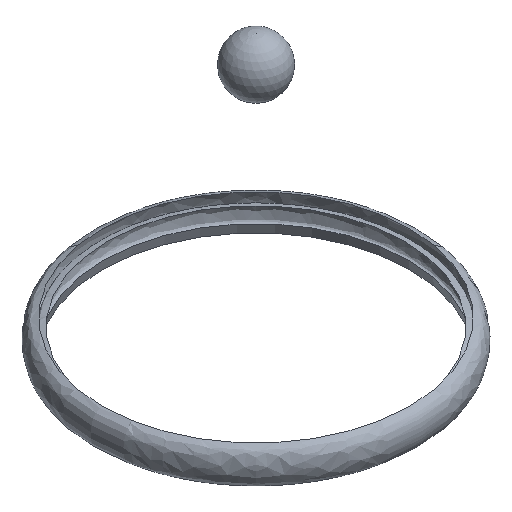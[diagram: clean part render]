
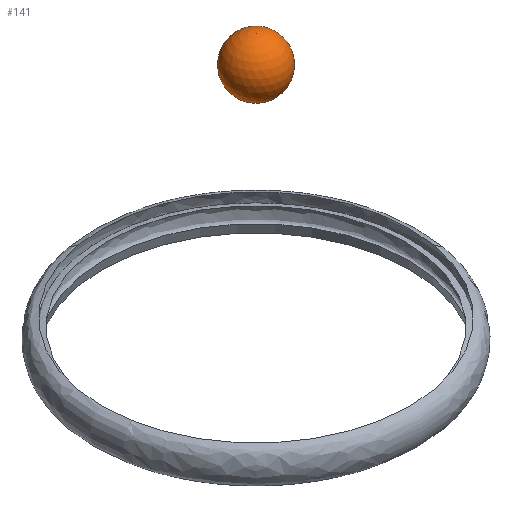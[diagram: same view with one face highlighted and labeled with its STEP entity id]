
A CAD part, isometric view. The second image highlights one B-rep face of the part: STEP entity #141.
In plain terms, the highlighted spherical face has radius 3 mm.
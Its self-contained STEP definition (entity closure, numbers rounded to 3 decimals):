
#29=FACE_OUTER_BOUND('',#37,.T.);
#37=EDGE_LOOP('',(#97,#98,#99,#100));
#45=CIRCLE('',#152,1.912);
#46=CIRCLE('',#153,1.912);
#47=CIRCLE('',#154,3.);
#61=VERTEX_POINT('',#224);
#62=VERTEX_POINT('',#225);
#63=VERTEX_POINT('',#228);
#76=EDGE_CURVE('',#61,#62,#45,.T.);
#77=EDGE_CURVE('',#62,#61,#46,.T.);
#78=EDGE_CURVE('',#63,#61,#47,.T.);
#97=ORIENTED_EDGE('',*,*,#76,.T.);
#98=ORIENTED_EDGE('',*,*,#77,.T.);
#99=ORIENTED_EDGE('',*,*,#78,.F.);
#100=ORIENTED_EDGE('',*,*,#78,.T.);
#139=SPHERICAL_SURFACE('',#151,3.);
#141=ADVANCED_FACE('',(#29),#139,.T.);
#151=AXIS2_PLACEMENT_3D('',#223,#175,#176);
#152=AXIS2_PLACEMENT_3D('',#226,#177,#178);
#153=AXIS2_PLACEMENT_3D('',#227,#179,#180);
#154=AXIS2_PLACEMENT_3D('',#229,#181,#182);
#175=DIRECTION('center_axis',(0.,0.,1.));
#176=DIRECTION('ref_axis',(1.,0.,0.));
#177=DIRECTION('center_axis',(0.,0.,1.));
#178=DIRECTION('ref_axis',(1.,0.,0.));
#179=DIRECTION('center_axis',(0.,0.,1.));
#180=DIRECTION('ref_axis',(1.,0.,0.));
#181=DIRECTION('center_axis',(0.,-1.,0.));
#182=DIRECTION('ref_axis',(-1.,0.,0.));
#223=CARTESIAN_POINT('Origin',(-2.,-0.008,75.));
#224=CARTESIAN_POINT('',(-3.912,-0.008,72.688));
#225=CARTESIAN_POINT('',(-2.,1.904,72.688));
#226=CARTESIAN_POINT('Origin',(-2.,-0.008,72.688));
#227=CARTESIAN_POINT('Origin',(-2.,-0.008,72.688));
#228=CARTESIAN_POINT('',(-2.,-0.008,78.));
#229=CARTESIAN_POINT('Origin',(-2.,-0.008,75.));
